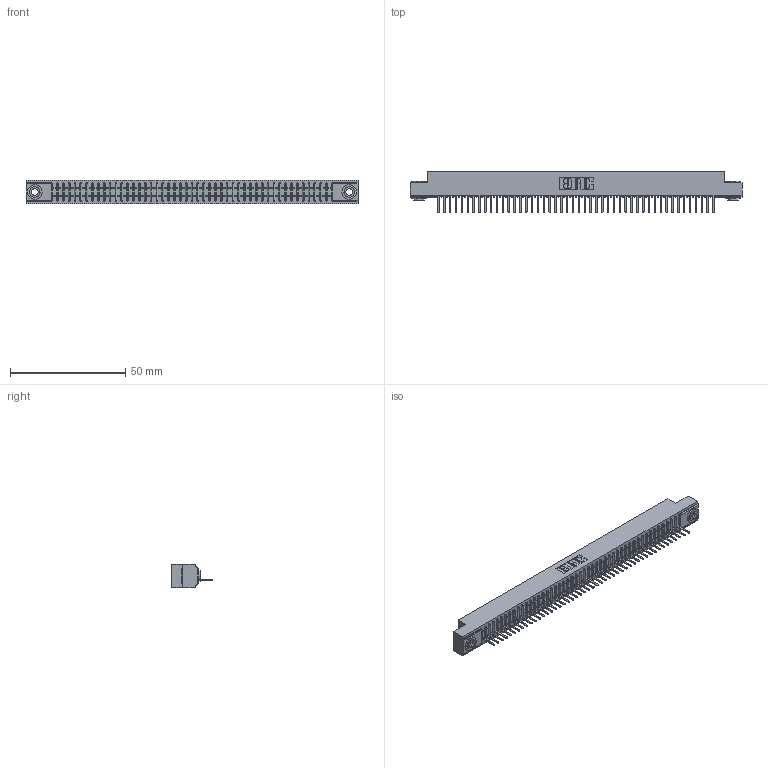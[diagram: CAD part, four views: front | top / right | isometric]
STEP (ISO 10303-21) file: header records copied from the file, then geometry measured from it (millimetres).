
FILE_DESCRIPTION (( 'STEP AP203' ), '1' );
FILE_NAME ('391-048-521-103.STEP', '2018-08-09T04:04:05', ( '' ), ( '' ), 'SwSTEP 2.0', 'SolidWorks 2016', '' );
FILE_SCHEMA (( 'CONFIG_CONTROL_DESIGN' ));
Products named in the file (4): 341 Part_.156 (3.96) Dia Mounting Holes; 341-292-001_341-292-121; 345-250-002_345-250-002-102; 391-048-521-103
Assembly tree (51 placements, depth 2):
  391-048-521-103
    341 Part_.156 (3.96) Dia Mounting Holes
    341-292-001_341-292-121  x48
    345-250-002_345-250-002-102  x2
Bounding box: 144.15 x 17.7 x 10.16 mm (x, y, z)
Volume: 10343.9 mm3; surface area: 16616.6 mm2
Topology: 51 solids, 51 shells, 4104 faces, 11804 edges, 7574 vertices
Faces by surface type: plane 2540, cylinder 1364, sphere 98, torus 94, cone 8
Entity records: 56820 total; most frequent: CARTESIAN_POINT 9633, ORIENTED_EDGE 9612, DIRECTION 9310, EDGE_CURVE 4806, VECTOR 3880, LINE 3880, VERTEX_POINT 3038, AXIS2_PLACEMENT_3D 2715
